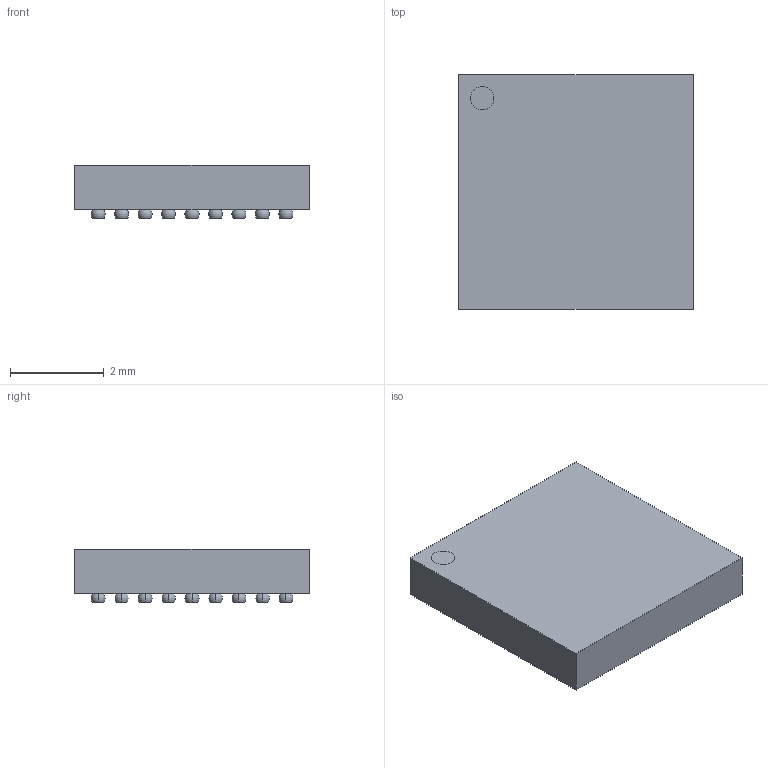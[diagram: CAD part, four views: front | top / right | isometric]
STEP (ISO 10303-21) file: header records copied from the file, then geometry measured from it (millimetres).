
FILE_DESCRIPTION((''),'2;1');
FILE_NAME('BGA68C50P9X9_500X500X120.stp','2010-11-17T09:51:33',(''),(''),'Mechanical Desktop 2011','Mechanical Desktop 2011',', , ');
FILE_SCHEMA(('AUTOMOTIVE_DESIGN { 1 2 10303 214 1 1 1 1 }'));
Length unit declared in the file: millimetre
Products named in the file (1): Product
Bounding box: 5 x 5 x 1.15 mm (x, y, z)
Volume: 24.6 mm3; surface area: 87.9 mm2
Topology: 70 solids, 70 shells, 285 faces, 568 edges, 424 vertices
Faces by surface type: plane 145, sphere 136, cylinder 4
Entity records: 7932 total; most frequent: DIRECTION 1692, CARTESIAN_POINT 1278, ORIENTED_EDGE 1136, AXIS2_PLACEMENT_3D 838, EDGE_CURVE 568, CIRCLE 552, VERTEX_POINT 424, EDGE_LOOP 286
